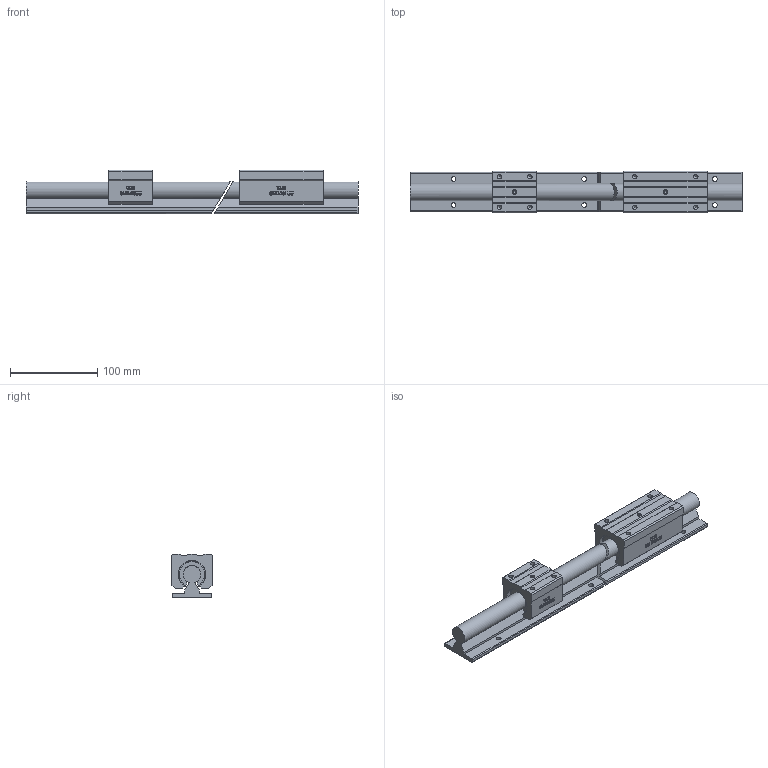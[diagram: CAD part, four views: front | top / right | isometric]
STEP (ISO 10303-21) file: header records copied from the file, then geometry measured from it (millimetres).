
FILE_DESCRIPTION(/* description */ (''),/* implementation_level */ '2;1');
FILE_NAME(/* name */ 'WJB-SME-20UU 20LUU.stp',/* time_stamp */ '2018-12-20T11:01:57+08:00',/* author */ (''),/* organization */ (''),/* preprocessor_version */ 'ST-DEVELOPER v11',/* originating_system */ 'SIEMENS UGS NX 6.0',/* authorisation */ '');
FILE_SCHEMA (('CONFIG_CONTROL_DESIGN'));
Length unit declared in the file: millimetre
Products named in the file (1): ROCKEE710lox
Bounding box: 381.09 x 48 x 50 mm (x, y, z)
Volume: 454525.3 mm3; surface area: 108380.2 mm2
Topology: 4 solids, 4 shells, 630 faces, 1650 edges, 1094 vertices
Faces by surface type: plane 416, extrusion 132, cylinder 62, cone 13, torus 7
Full cylindrical faces by diameter (mm): 4.917 x2, 5 x8, 5.5 x6, 8.5 x3, 8.9 x3
Entity records: 22566 total; most frequent: CARTESIAN_POINT 8143, ORIENTED_EDGE 3170, DIRECTION 2348, EDGE_CURVE 1585, VERTEX_POINT 1067, VECTOR 1056, LINE 924, EDGE_LOOP 754
